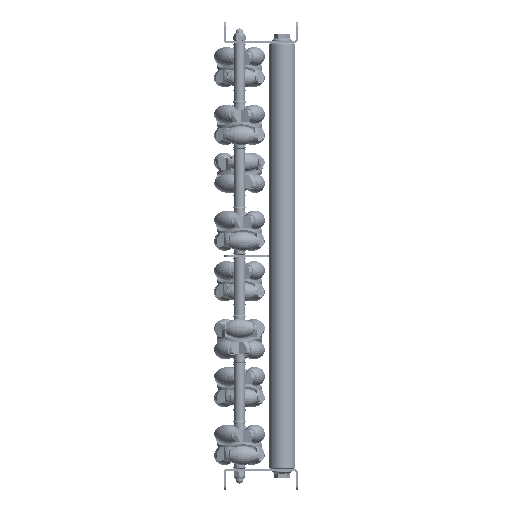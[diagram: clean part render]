
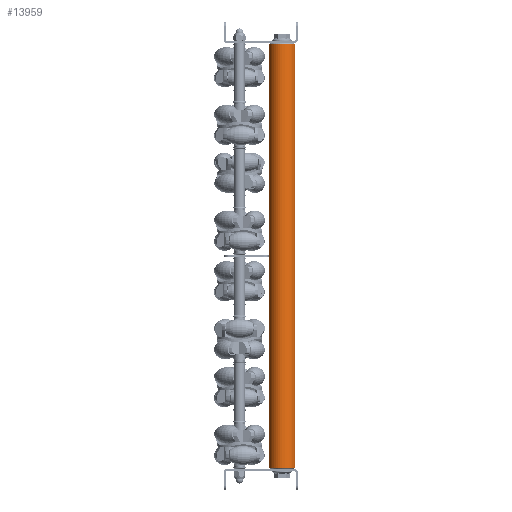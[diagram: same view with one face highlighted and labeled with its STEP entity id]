
A CAD part, left-side view. The second image highlights one B-rep face of the part: STEP entity #13959.
In plain terms, the highlighted cylindrical face has radius 12.5 mm (diameter 25 mm), a partial arc.
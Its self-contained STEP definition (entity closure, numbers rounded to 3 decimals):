
#211 = CARTESIAN_POINT ( 'NONE',  ( 400., 0., 0. ) ) ;
#1947 = CARTESIAN_POINT ( 'NONE',  ( 1., 0., 0. ) ) ;
#2004 = VERTEX_POINT ( 'NONE', #9867 ) ;
#2264 = VERTEX_POINT ( 'NONE', #25373 ) ;
#3841 = DIRECTION ( 'NONE',  ( 0., 0., -1. ) ) ;
#4344 = CARTESIAN_POINT ( 'NONE',  ( 399., 0., 12.5 ) ) ;
#6257 = ORIENTED_EDGE ( 'NONE', *, *, #7880, .T. ) ;
#6321 = AXIS2_PLACEMENT_3D ( 'NONE', #211, #12540, #6508 ) ;
#6508 = DIRECTION ( 'NONE',  ( 0., 0., 1. ) ) ;
#7880 = EDGE_CURVE ( 'NONE', #22376, #2264, #23634, .T. ) ;
#9055 = CARTESIAN_POINT ( 'NONE',  ( 399., 0., -12.5 ) ) ;
#9553 = DIRECTION ( 'NONE',  ( -1., 0., 0. ) ) ;
#9867 = CARTESIAN_POINT ( 'NONE',  ( 1., 0., -12.5 ) ) ;
#10252 = LINE ( 'NONE', #20192, #25362 ) ;
#11697 = CARTESIAN_POINT ( 'NONE',  ( 400., 0., 12.5 ) ) ;
#12104 = CARTESIAN_POINT ( 'NONE',  ( 399., 0., 0. ) ) ;
#12351 = AXIS2_PLACEMENT_3D ( 'NONE', #1947, #18328, #3841 ) ;
#12370 = DIRECTION ( 'NONE',  ( -1., 0., 0. ) ) ;
#12540 = DIRECTION ( 'NONE',  ( -1., 0., 0. ) ) ;
#12610 = EDGE_CURVE ( 'NONE', #25068, #22376, #19261, .T. ) ;
#12876 = VECTOR ( 'NONE', #9553, 1000. ) ;
#13959 = ADVANCED_FACE ( 'NONE', ( #19131 ), #24867, .T. ) ;
#15140 = ORIENTED_EDGE ( 'NONE', *, *, #20056, .T. ) ;
#16142 = DIRECTION ( 'NONE',  ( -1., 0., 0. ) ) ;
#18328 = DIRECTION ( 'NONE',  ( 1., 0., 0. ) ) ;
#19047 = EDGE_CURVE ( 'NONE', #25068, #2004, #10252, .T. ) ;
#19131 = FACE_OUTER_BOUND ( 'NONE', #22255, .T. ) ;
#19261 = CIRCLE ( 'NONE', #23945, 12.5 ) ;
#19407 = ORIENTED_EDGE ( 'NONE', *, *, #12610, .T. ) ;
#20056 = EDGE_CURVE ( 'NONE', #2264, #2004, #21789, .T. ) ;
#20192 = CARTESIAN_POINT ( 'NONE',  ( 400., 0., -12.5 ) ) ;
#20573 = DIRECTION ( 'NONE',  ( 0., 0., -1. ) ) ;
#21789 = CIRCLE ( 'NONE', #12351, 12.5 ) ;
#22255 = EDGE_LOOP ( 'NONE', ( #24786, #19407, #6257, #15140 ) ) ;
#22376 = VERTEX_POINT ( 'NONE', #4344 ) ;
#23634 = LINE ( 'NONE', #11697, #12876 ) ;
#23945 = AXIS2_PLACEMENT_3D ( 'NONE', #12104, #12370, #20573 ) ;
#24786 = ORIENTED_EDGE ( 'NONE', *, *, #19047, .F. ) ;
#24867 = CYLINDRICAL_SURFACE ( 'NONE', #6321, 12.5 ) ;
#25068 = VERTEX_POINT ( 'NONE', #9055 ) ;
#25362 = VECTOR ( 'NONE', #16142, 1000. ) ;
#25373 = CARTESIAN_POINT ( 'NONE',  ( 1., 0., 12.5 ) ) ;
